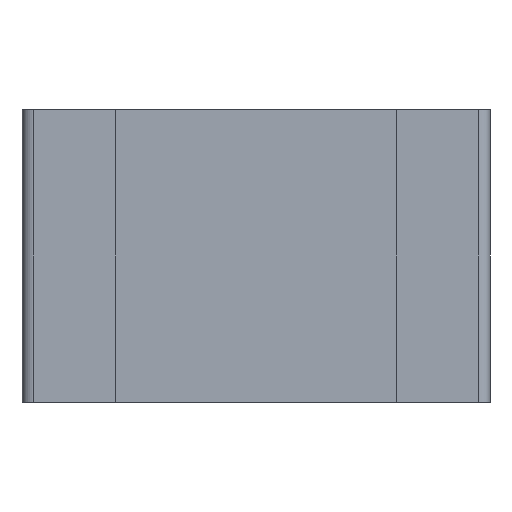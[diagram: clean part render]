
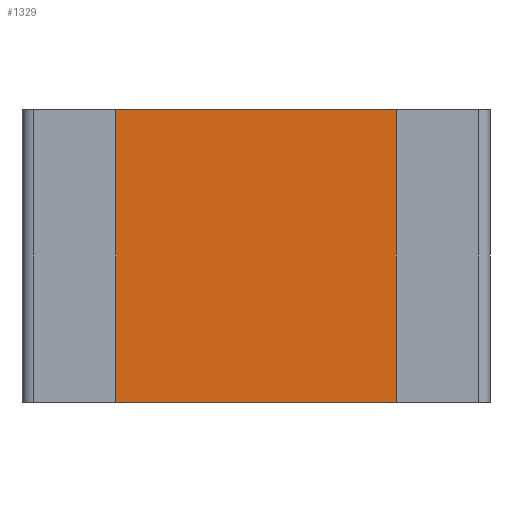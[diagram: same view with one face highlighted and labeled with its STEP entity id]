
A CAD part, front view. The second image highlights one B-rep face of the part: STEP entity #1329.
In plain terms, the highlighted planar face has unit normal (0, -1, 0).
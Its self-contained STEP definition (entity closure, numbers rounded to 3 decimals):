
#42 = DIRECTION ( 'NONE',  ( 0., 1., 0. ) ) ;
#195 = LINE ( 'NONE', #5055, #2951 ) ;
#415 = PLANE ( 'NONE',  #820 ) ;
#586 = FACE_OUTER_BOUND ( 'NONE', #3703, .T. ) ;
#797 = VERTEX_POINT ( 'NONE', #3918 ) ;
#812 = ORIENTED_EDGE ( 'NONE', *, *, #2915, .F. ) ;
#820 = AXIS2_PLACEMENT_3D ( 'NONE', #3650, #42, #4537 ) ;
#1016 = CARTESIAN_POINT ( 'NONE',  ( -0.95, 0.05, 0.625 ) ) ;
#1329 = ADVANCED_FACE ( 'NONE', ( #586 ), #415, .F. ) ;
#1481 = VECTOR ( 'NONE', #3862, 1000. ) ;
#1617 = EDGE_CURVE ( 'NONE', #2489, #797, #195, .T. ) ;
#1698 = VECTOR ( 'NONE', #3119, 1000. ) ;
#1818 = CARTESIAN_POINT ( 'NONE',  ( 0.95, 0.05, 0.625 ) ) ;
#1913 = DIRECTION ( 'NONE',  ( 0., 0., 1. ) ) ;
#2489 = VERTEX_POINT ( 'NONE', #4755 ) ;
#2750 = LINE ( 'NONE', #4731, #1481 ) ;
#2785 = ORIENTED_EDGE ( 'NONE', *, *, #2934, .F. ) ;
#2915 = EDGE_CURVE ( 'NONE', #3587, #2489, #2750, .T. ) ;
#2934 = EDGE_CURVE ( 'NONE', #797, #3475, #3494, .T. ) ;
#2951 = VECTOR ( 'NONE', #1913, 1000. ) ;
#3024 = ORIENTED_EDGE ( 'NONE', *, *, #1617, .F. ) ;
#3119 = DIRECTION ( 'NONE',  ( 0., 0., -1. ) ) ;
#3475 = VERTEX_POINT ( 'NONE', #1818 ) ;
#3494 = LINE ( 'NONE', #1016, #5126 ) ;
#3587 = VERTEX_POINT ( 'NONE', #5179 ) ;
#3650 = CARTESIAN_POINT ( 'NONE',  ( 0., 0.05, 0. ) ) ;
#3703 = EDGE_LOOP ( 'NONE', ( #3024, #812, #4285, #2785 ) ) ;
#3862 = DIRECTION ( 'NONE',  ( -1., 0., 0. ) ) ;
#3918 = CARTESIAN_POINT ( 'NONE',  ( -0.95, 0.05, 0.625 ) ) ;
#3987 = DIRECTION ( 'NONE',  ( 1., 0., 0. ) ) ;
#4114 = LINE ( 'NONE', #5136, #1698 ) ;
#4285 = ORIENTED_EDGE ( 'NONE', *, *, #4553, .F. ) ;
#4537 = DIRECTION ( 'NONE',  ( 0., 0., 1. ) ) ;
#4553 = EDGE_CURVE ( 'NONE', #3475, #3587, #4114, .T. ) ;
#4731 = CARTESIAN_POINT ( 'NONE',  ( -0.95, 0.05, -0.625 ) ) ;
#4755 = CARTESIAN_POINT ( 'NONE',  ( -0.95, 0.05, -0.625 ) ) ;
#5055 = CARTESIAN_POINT ( 'NONE',  ( -0.95, 0.05, -0.625 ) ) ;
#5126 = VECTOR ( 'NONE', #3987, 1000. ) ;
#5136 = CARTESIAN_POINT ( 'NONE',  ( 0.95, 0.05, -0.625 ) ) ;
#5179 = CARTESIAN_POINT ( 'NONE',  ( 0.95, 0.05, -0.625 ) ) ;
